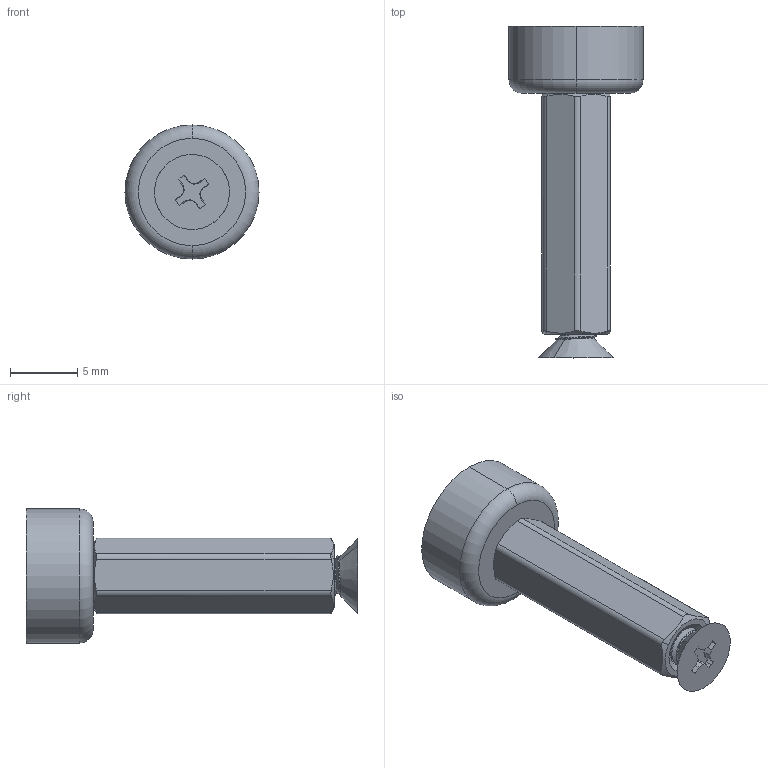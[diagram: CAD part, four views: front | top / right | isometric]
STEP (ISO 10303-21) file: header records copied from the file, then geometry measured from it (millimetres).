
FILE_DESCRIPTION (( 'STEP AP203' ), '1' );
FILE_NAME ('PCBM700T.STEP', '2024-01-25T21:28:14', ( '' ), ( '' ), 'SwSTEP 2.0', 'SolidWorks 2021', '' );
FILE_SCHEMA (( 'CONFIG_CONTROL_DESIGN' ));
Length unit declared in the file: millimetre
Products named in the file (7): M3 X 10mm SS FHPH_M3 X 10mm SS FHPH; MAGM3TM MAGNET CUP; M3 X 18_Nylon 6-6 Plastic Hex Standoff 12594_12594; MAGM3TM; MAGM3TM MAGNET; Fh-M3-8 Press-Fit Stud_Fh-M3-8; PCBM700T
Assembly tree (6 placements, depth 3):
  PCBM700T
    MAGM3TM
      MAGM3TM MAGNET CUP
      MAGM3TM MAGNET
      Fh-M3-8 Press-Fit Stud_Fh-M3-8
    M3 X 18_Nylon 6-6 Plastic Hex Standoff 12594_12594
    M3 X 10mm SS FHPH_M3 X 10mm SS FHPH
Bounding box: 10 x 24.75 x 10 mm (x, y, z)
Volume: 766.2 mm3; surface area: 1502.5 mm2
Topology: 5 solids, 5 shells, 345 faces, 963 edges, 633 vertices
Faces by surface type: cylinder 165, plane 110, cone 46, torus 12, bspline 12
Entity records: 21182 total; most frequent: CARTESIAN_POINT 12509, ORIENTED_EDGE 1922, DIRECTION 1430, EDGE_CURVE 961, VERTEX_POINT 633, AXIS2_PLACEMENT_3D 509, LINE 412, VECTOR 412
